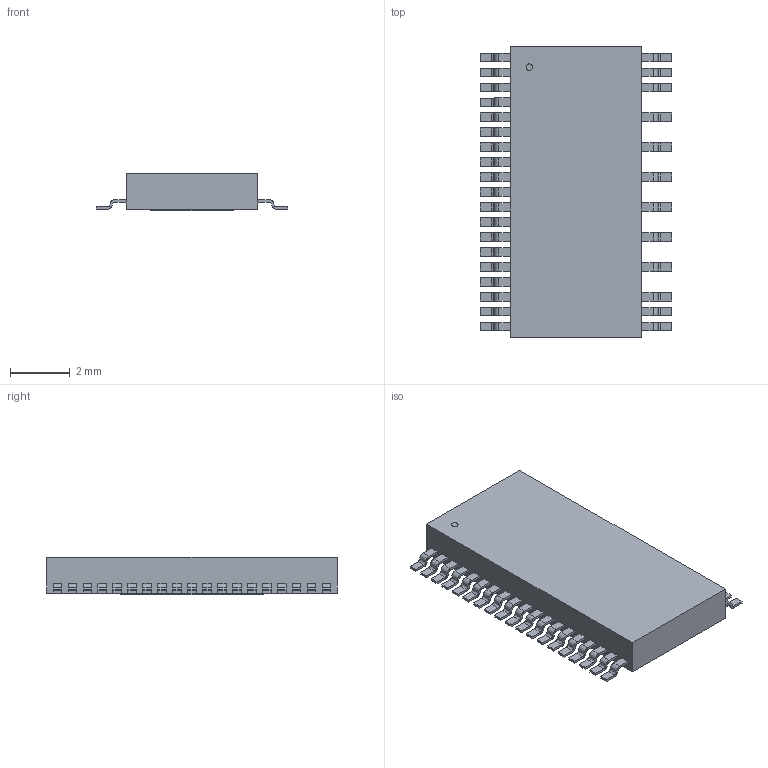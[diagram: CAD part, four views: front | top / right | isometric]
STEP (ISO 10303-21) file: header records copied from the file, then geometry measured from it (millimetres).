
FILE_DESCRIPTION(('STEP AP214'),'1');
FILE_NAME('FE_38_ADI','2022-11-28T18:52:21',(''),(''),'','','');
FILE_SCHEMA(('AUTOMOTIVE_DESIGN'));
Length unit declared in the file: millimetre
Products named in the file (1): product
Bounding box: 6.4 x 9.7 x 1.25 mm (x, y, z)
Volume: 52.3 mm3; surface area: 172.4 mm2
Topology: 34 solids, 34 shells, 449 faces, 1143 edges, 762 vertices
Faces by surface type: plane 324, cylinder 125
Full cylindrical faces by diameter (mm): 0.22 x1
Entity records: 12924 total; most frequent: DIRECTION 2294, ORIENTED_EDGE 2284, CARTESIAN_POINT 1339, EDGE_CURVE 1142, LINE 892, VECTOR 892, VERTEX_POINT 762, AXIS2_PLACEMENT_3D 701
